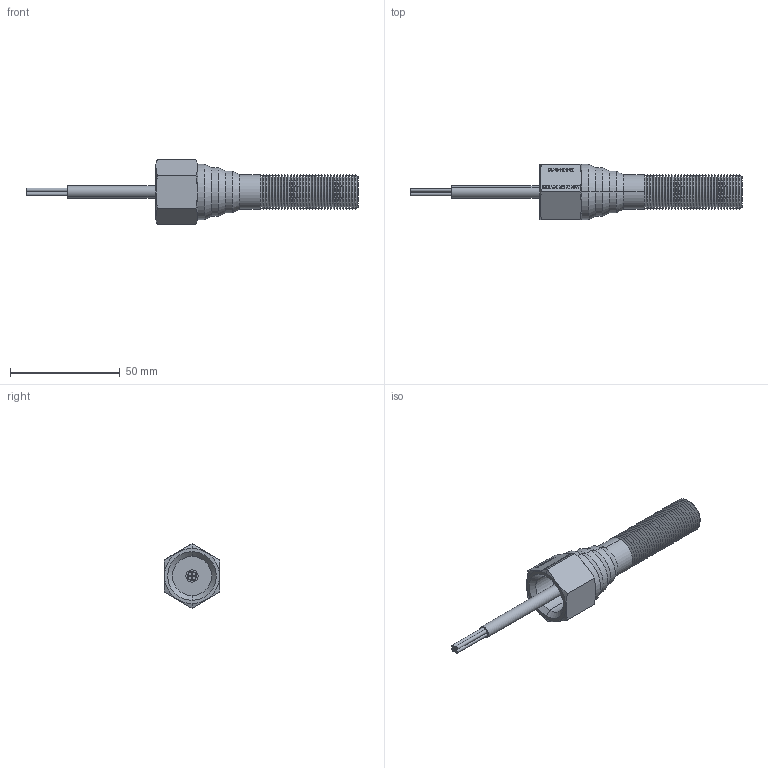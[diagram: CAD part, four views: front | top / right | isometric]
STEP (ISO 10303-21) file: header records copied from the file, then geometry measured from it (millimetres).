
FILE_DESCRIPTION (( 'STEP AP203' ), '1' );
FILE_NAME ('Moniteur_XNNN-0x10.STEP', '2013-01-23T18:11:47', ( 'Bob' ), ( '' ), 'SwSTEP 2.0', 'SolidWorks 2006104', '' );
FILE_SCHEMA (( 'CONFIG_CONTROL_DESIGN' ));
Length unit declared in the file: inch
Products named in the file (1): Moniteur_XNNN-0x10
Bounding box: 151.13 x 25.4 x 29.33 mm (x, y, z)
Volume: 25396.1 mm3; surface area: 13795 mm2
Topology: 6 solids, 6 shells, 454 faces, 1086 edges, 674 vertices
Faces by surface type: plane 221, cone 142, bspline 69, cylinder 22
Entity records: 19861 total; most frequent: CARTESIAN_POINT 9662, ORIENTED_EDGE 2172, DIRECTION 1886, EDGE_CURVE 1086, VECTOR 758, LINE 758, VERTEX_POINT 674, AXIS2_PLACEMENT_3D 564
